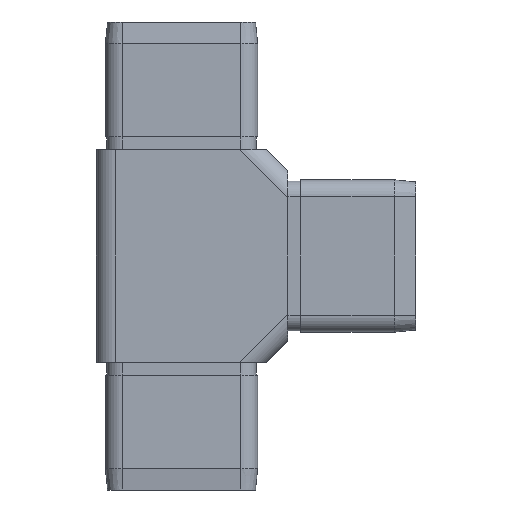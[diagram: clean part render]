
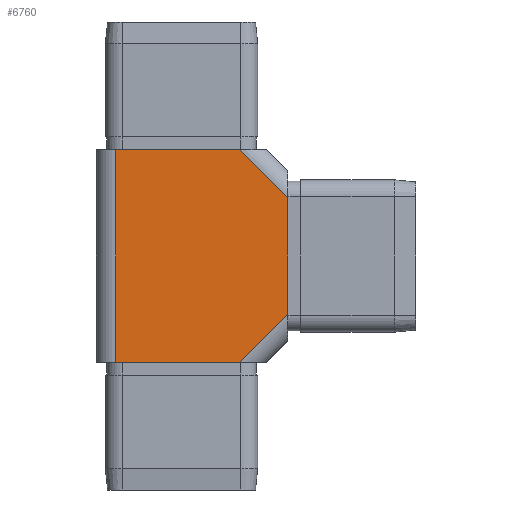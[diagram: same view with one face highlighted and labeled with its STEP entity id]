
A CAD part, left-side view. The second image highlights one B-rep face of the part: STEP entity #6760.
In plain terms, the highlighted planar face has unit normal (-1, 0, 0).
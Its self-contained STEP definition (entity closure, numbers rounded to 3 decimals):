
#32 = VECTOR ( 'NONE', #14871, 1000. ) ;
#372 = ORIENTED_EDGE ( 'NONE', *, *, #18265, .T. ) ;
#903 = CARTESIAN_POINT ( 'NONE',  ( -22.5, -11.136, -25. ) ) ;
#1253 = CARTESIAN_POINT ( 'NONE',  ( -22.5, -22.5, 25. ) ) ;
#1261 = VECTOR ( 'NONE', #4392, 1000. ) ;
#1273 = ORIENTED_EDGE ( 'NONE', *, *, #12837, .T. ) ;
#1316 = DIRECTION ( 'NONE',  ( 0., 0.707, 0.707 ) ) ;
#1396 = CARTESIAN_POINT ( 'NONE',  ( -22.5, 22.5, 25. ) ) ;
#1691 = PLANE ( 'NONE',  #1954 ) ;
#1909 = VERTEX_POINT ( 'NONE', #6152 ) ;
#1954 = AXIS2_PLACEMENT_3D ( 'NONE', #1396, #11079, #15968 ) ;
#2343 = FACE_OUTER_BOUND ( 'NONE', #4366, .T. ) ;
#2513 = VERTEX_POINT ( 'NONE', #903 ) ;
#3083 = VERTEX_POINT ( 'NONE', #6762 ) ;
#3397 = EDGE_CURVE ( 'NONE', #14899, #17065, #16256, .T. ) ;
#4366 = EDGE_LOOP ( 'NONE', ( #12856, #372, #10661, #1273, #15799, #12109 ) ) ;
#4392 = DIRECTION ( 'NONE',  ( 0., -1., 0. ) ) ;
#4801 = DIRECTION ( 'NONE',  ( 0., 0., -1. ) ) ;
#4853 = CARTESIAN_POINT ( 'NONE',  ( -22.5, -11.136, 25. ) ) ;
#5083 = VECTOR ( 'NONE', #14218, 1000. ) ;
#5543 = LINE ( 'NONE', #11197, #15192 ) ;
#6114 = DIRECTION ( 'NONE',  ( 0., -1., 0. ) ) ;
#6152 = CARTESIAN_POINT ( 'NONE',  ( -22.5, 18., 25. ) ) ;
#6760 = ADVANCED_FACE ( 'NONE', ( #2343 ), #1691, .F. ) ;
#6762 = CARTESIAN_POINT ( 'NONE',  ( -22.5, 18., -25. ) ) ;
#6956 = CARTESIAN_POINT ( 'NONE',  ( -22.5, -19.318, -16.818 ) ) ;
#7360 = LINE ( 'NONE', #6956, #32 ) ;
#8613 = LINE ( 'NONE', #17367, #1261 ) ;
#9857 = CARTESIAN_POINT ( 'NONE',  ( -22.5, -22.5, -13.636 ) ) ;
#10356 = VECTOR ( 'NONE', #1316, 1000. ) ;
#10449 = VECTOR ( 'NONE', #6114, 1000. ) ;
#10661 = ORIENTED_EDGE ( 'NONE', *, *, #17628, .T. ) ;
#10924 = EDGE_CURVE ( 'NONE', #1909, #20947, #17849, .T. ) ;
#11079 = DIRECTION ( 'NONE',  ( 1., 0., 0. ) ) ;
#11197 = CARTESIAN_POINT ( 'NONE',  ( -22.5, 18., 25. ) ) ;
#12109 = ORIENTED_EDGE ( 'NONE', *, *, #19018, .T. ) ;
#12837 = EDGE_CURVE ( 'NONE', #2513, #17065, #7360, .T. ) ;
#12856 = ORIENTED_EDGE ( 'NONE', *, *, #10924, .F. ) ;
#12858 = CARTESIAN_POINT ( 'NONE',  ( -22.5, -14.318, 21.818 ) ) ;
#14218 = DIRECTION ( 'NONE',  ( 0., 0., -1. ) ) ;
#14871 = DIRECTION ( 'NONE',  ( 0., -0.707, 0.707 ) ) ;
#14899 = VERTEX_POINT ( 'NONE', #19822 ) ;
#15192 = VECTOR ( 'NONE', #4801, 1000. ) ;
#15799 = ORIENTED_EDGE ( 'NONE', *, *, #3397, .F. ) ;
#15968 = DIRECTION ( 'NONE',  ( 0., 1., 0. ) ) ;
#16256 = LINE ( 'NONE', #1253, #5083 ) ;
#17065 = VERTEX_POINT ( 'NONE', #9857 ) ;
#17367 = CARTESIAN_POINT ( 'NONE',  ( -22.5, 22.5, -25. ) ) ;
#17628 = EDGE_CURVE ( 'NONE', #3083, #2513, #8613, .T. ) ;
#17849 = LINE ( 'NONE', #19377, #10449 ) ;
#18265 = EDGE_CURVE ( 'NONE', #1909, #3083, #5543, .T. ) ;
#19018 = EDGE_CURVE ( 'NONE', #14899, #20947, #19529, .T. ) ;
#19377 = CARTESIAN_POINT ( 'NONE',  ( -22.5, 22.5, 25. ) ) ;
#19529 = LINE ( 'NONE', #12858, #10356 ) ;
#19822 = CARTESIAN_POINT ( 'NONE',  ( -22.5, -22.5, 13.636 ) ) ;
#20947 = VERTEX_POINT ( 'NONE', #4853 ) ;
